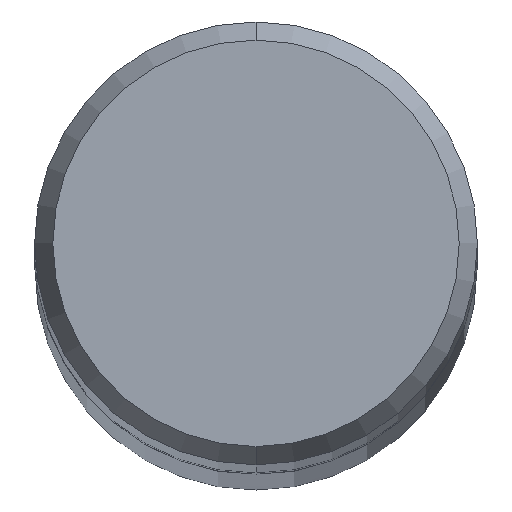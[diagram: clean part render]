
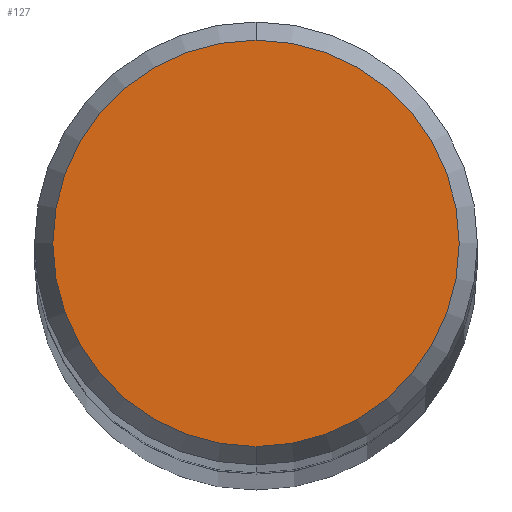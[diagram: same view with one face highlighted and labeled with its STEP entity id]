
A CAD part, top view. The second image highlights one B-rep face of the part: STEP entity #127.
In plain terms, the highlighted planar face has unit normal (0, 0, 1).
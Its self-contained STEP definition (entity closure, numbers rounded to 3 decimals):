
#107=EDGE_CURVE('',#199,#161,#258,.T.);
#127=ADVANCED_FACE('',(#282),#283,.T.);
#147=EDGE_CURVE('',#161,#199,#308,.T.);
#161=VERTEX_POINT('',#325);
#199=VERTEX_POINT('',#365);
#258=CIRCLE('',#421,2.552);
#282=FACE_OUTER_BOUND('',#448,.T.);
#283=PLANE('',#449);
#308=CIRCLE('',#476,2.552);
#325=CARTESIAN_POINT('',(0.0,2.552,0.0));
#365=CARTESIAN_POINT('',(0.,-2.552,0.0));
#421=AXIS2_PLACEMENT_3D('',#606,#607,#608);
#448=EDGE_LOOP('',(#644,#645));
#449=AXIS2_PLACEMENT_3D('',#646,#647,#648);
#476=AXIS2_PLACEMENT_3D('',#690,#691,#692);
#606=CARTESIAN_POINT('',(0.0,0.0,0.0));
#607=DIRECTION('',(0.0,0.0,-1.0));
#608=DIRECTION('',(0.0,1.0,0.0));
#644=ORIENTED_EDGE('',*,*,#147,.F.);
#645=ORIENTED_EDGE('',*,*,#107,.F.);
#646=CARTESIAN_POINT('',(0.0,1.276,0.0));
#647=DIRECTION('',(-0.0,0.0,1.0));
#648=DIRECTION('',(0.0,-1.0,0.0));
#690=CARTESIAN_POINT('',(0.0,0.0,0.0));
#691=DIRECTION('',(0.0,0.0,-1.0));
#692=DIRECTION('',(0.0,1.0,0.0));
